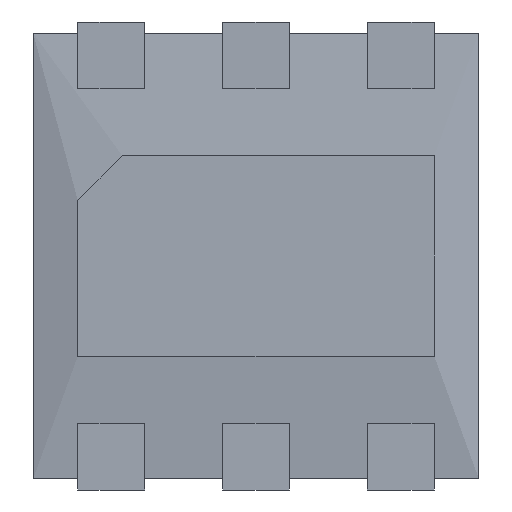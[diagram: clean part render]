
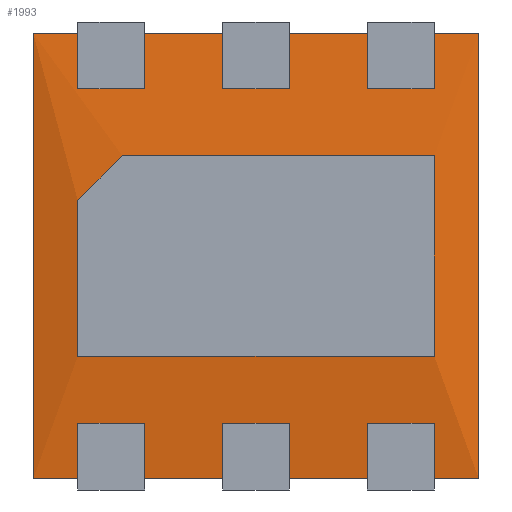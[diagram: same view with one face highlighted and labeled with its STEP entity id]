
A CAD part, front view. The second image highlights one B-rep face of the part: STEP entity #1993.
In plain terms, the highlighted planar face has unit normal (0, -1, 0).
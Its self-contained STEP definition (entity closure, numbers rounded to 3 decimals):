
#1794 = CARTESIAN_POINT ( 'NONE',  ( -1., 0.05, -1. ) ) ;
#1795 = VERTEX_POINT ( 'NONE', #1794 ) ;
#1796 = CARTESIAN_POINT ( 'NONE',  ( -1., 0.05, 1. ) ) ;
#1797 = VERTEX_POINT ( 'NONE', #1796 ) ;
#1798 = CARTESIAN_POINT ( 'NONE',  ( -1., 0.05, 1. ) ) ;
#1799 = DIRECTION ( 'NONE',  ( 0., 0., 1. ) ) ;
#1800 = VECTOR ( 'NONE', #1799, 1000. ) ;
#1801 = LINE ( 'NONE', #1798, #1800 ) ;
#1802 = EDGE_CURVE ( 'NONE', #1795, #1797, #1801, .T. ) ;
#1834 = CARTESIAN_POINT ( 'NONE',  ( 1., 0.05, 1. ) ) ;
#1835 = VERTEX_POINT ( 'NONE', #1834 ) ;
#1836 = CARTESIAN_POINT ( 'NONE',  ( 1., 0.05, 1. ) ) ;
#1837 = DIRECTION ( 'NONE',  ( 1., 0., 0. ) ) ;
#1838 = VECTOR ( 'NONE', #1837, 1000. ) ;
#1839 = LINE ( 'NONE', #1836, #1838 ) ;
#1840 = EDGE_CURVE ( 'NONE', #1797, #1835, #1839, .T. ) ;
#1865 = CARTESIAN_POINT ( 'NONE',  ( 1., 0.05, -1. ) ) ;
#1866 = VERTEX_POINT ( 'NONE', #1865 ) ;
#1867 = CARTESIAN_POINT ( 'NONE',  ( 1., 0.05, 1. ) ) ;
#1868 = DIRECTION ( 'NONE',  ( 0., 0., -1. ) ) ;
#1869 = VECTOR ( 'NONE', #1868, 1000. ) ;
#1870 = LINE ( 'NONE', #1867, #1869 ) ;
#1871 = EDGE_CURVE ( 'NONE', #1835, #1866, #1870, .T. ) ;
#1896 = CARTESIAN_POINT ( 'NONE',  ( 1., 0.05, -1. ) ) ;
#1897 = DIRECTION ( 'NONE',  ( -1., 0., 0. ) ) ;
#1898 = VECTOR ( 'NONE', #1897, 1000. ) ;
#1899 = LINE ( 'NONE', #1896, #1898 ) ;
#1900 = EDGE_CURVE ( 'NONE', #1866, #1795, #1899, .T. ) ;
#1940 = CARTESIAN_POINT ( 'NONE',  ( 0.8, 0., -0.45 ) ) ;
#1941 = VERTEX_POINT ( 'NONE', #1940 ) ;
#1942 = CARTESIAN_POINT ( 'NONE',  ( 0.8, 0., 0.45 ) ) ;
#1943 = VERTEX_POINT ( 'NONE', #1942 ) ;
#1944 = CARTESIAN_POINT ( 'NONE',  ( 0.8, 0., -0.45 ) ) ;
#1945 = DIRECTION ( 'NONE',  ( 0., 0., 1. ) ) ;
#1946 = VECTOR ( 'NONE', #1945, 1000. ) ;
#1947 = LINE ( 'NONE', #1944, #1946 ) ;
#1948 = EDGE_CURVE ( 'NONE', #1941, #1943, #1947, .T. ) ;
#1949 = ORIENTED_EDGE ( 'NONE', *, *, #1948, .F. ) ;
#1950 = CARTESIAN_POINT ( 'NONE',  ( -0.8, 0., -0.45 ) ) ;
#1951 = VERTEX_POINT ( 'NONE', #1950 ) ;
#1952 = CARTESIAN_POINT ( 'NONE',  ( -0.8, 0., -0.45 ) ) ;
#1953 = DIRECTION ( 'NONE',  ( 1., 0., 0. ) ) ;
#1954 = VECTOR ( 'NONE', #1953, 1000. ) ;
#1955 = LINE ( 'NONE', #1952, #1954 ) ;
#1956 = EDGE_CURVE ( 'NONE', #1951, #1941, #1955, .T. ) ;
#1957 = ORIENTED_EDGE ( 'NONE', *, *, #1956, .F. ) ;
#1958 = CARTESIAN_POINT ( 'NONE',  ( -0.8, 0., 0.25 ) ) ;
#1959 = VERTEX_POINT ( 'NONE', #1958 ) ;
#1960 = CARTESIAN_POINT ( 'NONE',  ( -0.8, 0., -0.45 ) ) ;
#1961 = DIRECTION ( 'NONE',  ( 0., 0., -1. ) ) ;
#1962 = VECTOR ( 'NONE', #1961, 1000. ) ;
#1963 = LINE ( 'NONE', #1960, #1962 ) ;
#1964 = EDGE_CURVE ( 'NONE', #1959, #1951, #1963, .T. ) ;
#1965 = ORIENTED_EDGE ( 'NONE', *, *, #1964, .F. ) ;
#1966 = CARTESIAN_POINT ( 'NONE',  ( -0.6, 0., 0.45 ) ) ;
#1967 = VERTEX_POINT ( 'NONE', #1966 ) ;
#1968 = CARTESIAN_POINT ( 'NONE',  ( -0.8, 0., 0.25 ) ) ;
#1969 = DIRECTION ( 'NONE',  ( 0.707, 0., 0.707 ) ) ;
#1970 = VECTOR ( 'NONE', #1969, 1000. ) ;
#1971 = LINE ( 'NONE', #1968, #1970 ) ;
#1972 = EDGE_CURVE ( 'NONE', #1959, #1967, #1971, .T. ) ;
#1973 = ORIENTED_EDGE ( 'NONE', *, *, #1972, .T. ) ;
#1974 = CARTESIAN_POINT ( 'NONE',  ( -0.8, 0., 0.45 ) ) ;
#1975 = DIRECTION ( 'NONE',  ( -1., 0., 0. ) ) ;
#1976 = VECTOR ( 'NONE', #1975, 1000. ) ;
#1977 = LINE ( 'NONE', #1974, #1976 ) ;
#1978 = EDGE_CURVE ( 'NONE', #1943, #1967, #1977, .T. ) ;
#1979 = ORIENTED_EDGE ( 'NONE', *, *, #1978, .F. ) ;
#1980 = EDGE_LOOP ( 'NONE', ( #1949, #1957, #1965, #1973, #1979 ) ) ;
#1981 = FACE_BOUND ( 'NONE', #1980, .T. ) ;
#1982 = ORIENTED_EDGE ( 'NONE', *, *, #1802, .F. ) ;
#1983 = ORIENTED_EDGE ( 'NONE', *, *, #1900, .F. ) ;
#1984 = ORIENTED_EDGE ( 'NONE', *, *, #1871, .F. ) ;
#1985 = ORIENTED_EDGE ( 'NONE', *, *, #1840, .F. ) ;
#1986 = EDGE_LOOP ( 'NONE', ( #1982, #1983, #1984, #1985 ) ) ;
#1987 = FACE_OUTER_BOUND ( 'NONE', #1986, .T. ) ;
#1988 = CARTESIAN_POINT ( 'NONE',  ( 0., 0.05, 0. ) ) ;
#1989 = DIRECTION ( 'NONE',  ( 0., 1., 0. ) ) ;
#1990 = DIRECTION ( 'NONE',  ( 0., 0., 1. ) ) ;
#1991 = AXIS2_PLACEMENT_3D ( 'NONE', #1988, #1989, #1990 ) ;
#1992 = PLANE ( 'NONE', #1991 ) ;
#1993 = ADVANCED_FACE ( 'NONE', ( #1981, #1987 ), #1992, .F. ) ;
